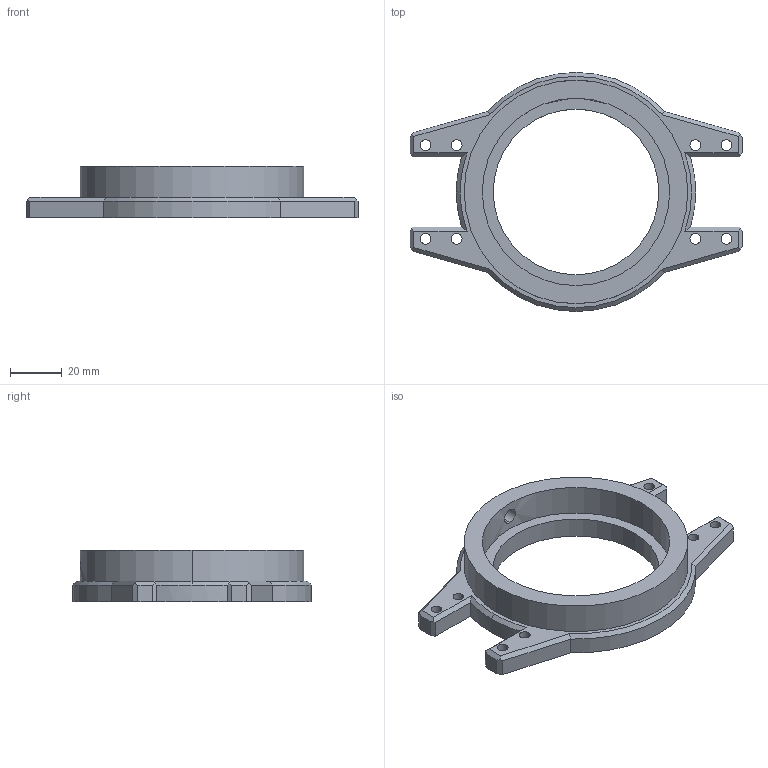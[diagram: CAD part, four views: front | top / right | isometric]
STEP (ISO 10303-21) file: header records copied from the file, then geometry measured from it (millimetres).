
FILE_DESCRIPTION (( 'STEP AP214' ), '1' );
FILE_NAME ('Interchangable Drive Dog Holder.STEP', '2024-12-30T09:38:17', ( '' ), ( '' ), 'SwSTEP 2.0', 'SolidWorks 2020', '' );
FILE_SCHEMA (( 'AUTOMOTIVE_DESIGN' ));
Length unit declared in the file: millimetre
Products named in the file (1): Interchangable Drive Dog Holder
Bounding box: 128.31 x 92.4 x 20 mm (x, y, z)
Volume: 56668.5 mm3; surface area: 20785.6 mm2
Topology: 1 solids, 1 shells, 70 faces, 190 edges, 124 vertices
Faces by surface type: plane 36, cylinder 29, cone 5
Entity records: 2412 total; most frequent: CARTESIAN_POINT 537, DIRECTION 380, ORIENTED_EDGE 380, EDGE_CURVE 190, AXIS2_PLACEMENT_3D 131, VERTEX_POINT 124, LINE 118, VECTOR 118
